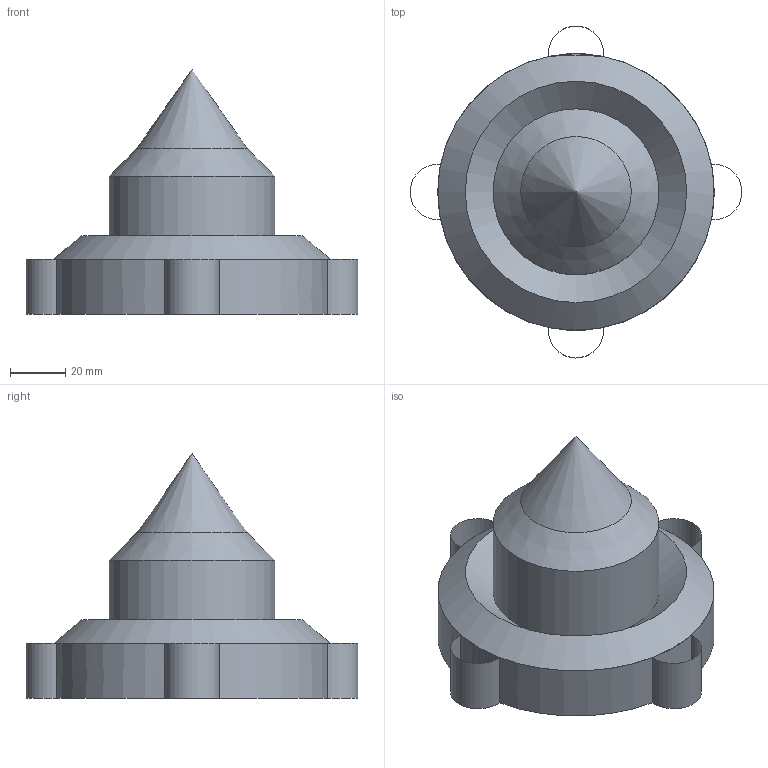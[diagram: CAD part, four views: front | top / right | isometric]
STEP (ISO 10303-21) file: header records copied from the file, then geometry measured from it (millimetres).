
FILE_DESCRIPTION(/* description */ (''),/* implementation_level */ '2;1');
FILE_NAME(/* name */ 'missile .step',/* time_stamp */ '2019-05-11T10:15:48+06:00',/* author */ ('sathyar1999'),/* organization */ (''),/* preprocessor_version */ 'ST-DEVELOPER v18',/* originating_system */ 'Autodesk Translation Framework v8.2.0.1029',/* authorisation */ '');
FILE_SCHEMA (('AUTOMOTIVE_DESIGN { 1 0 10303 214 3 1 1 }'));
Length unit declared in the file: millimetre
Products named in the file (1): missile
Bounding box: 120 x 120 x 88.56 mm (x, y, z)
Volume: 281855.6 mm3; surface area: 48703.8 mm2
Topology: 1 solids, 7 shells, 22 faces, 51 edges, 31 vertices
Faces by surface type: cylinder 13, cone 5, plane 4
Full cylindrical faces by diameter (mm): 31.716 x1, 40 x1, 60 x1, 100 x2
Entity records: 659 total; most frequent: DIRECTION 125, CARTESIAN_POINT 106, ORIENTED_EDGE 82, AXIS2_PLACEMENT_3D 53, EDGE_CURVE 50, VERTEX_POINT 31, CIRCLE 30, EDGE_LOOP 23
